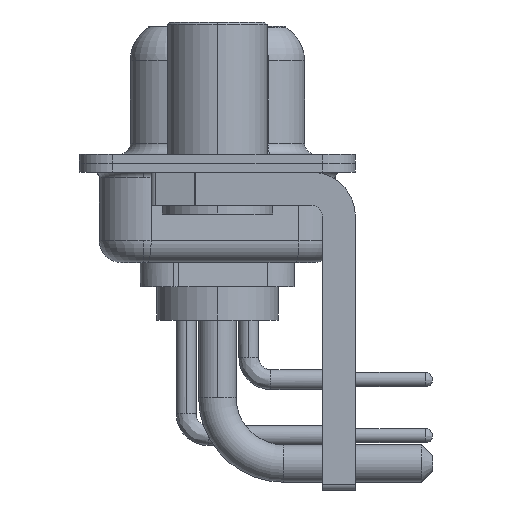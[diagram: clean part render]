
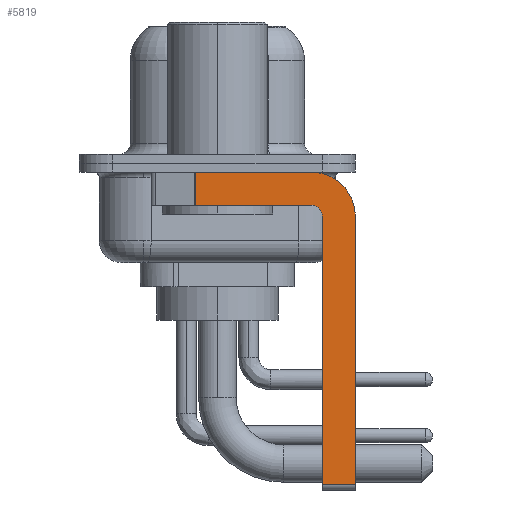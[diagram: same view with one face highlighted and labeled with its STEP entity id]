
A CAD part, left-side view. The second image highlights one B-rep face of the part: STEP entity #5819.
In plain terms, the highlighted planar face has unit normal (-1, 0, 0).
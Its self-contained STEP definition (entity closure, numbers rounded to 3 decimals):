
#512 = CARTESIAN_POINT ( 'NONE',  ( -2.9, -4.75, -2.4 ) ) ;
#1124 = DIRECTION ( 'NONE',  ( 0., -1., 0. ) ) ;
#1145 = VERTEX_POINT ( 'NONE', #21078 ) ;
#1296 = CARTESIAN_POINT ( 'NONE',  ( -2.9, -4.25, -2.4 ) ) ;
#1303 = DIRECTION ( 'NONE',  ( 0., 0., -1. ) ) ;
#2173 = VERTEX_POINT ( 'NONE', #18412 ) ;
#2847 = DIRECTION ( 'NONE',  ( 0., 0., -1. ) ) ;
#2881 = LINE ( 'NONE', #17581, #16485 ) ;
#3058 = VERTEX_POINT ( 'NONE', #17118 ) ;
#3139 = DIRECTION ( 'NONE',  ( 0., -1., 0. ) ) ;
#3272 = ORIENTED_EDGE ( 'NONE', *, *, #6287, .F. ) ;
#3377 = CIRCLE ( 'NONE', #19059, 0.5 ) ;
#3776 = ORIENTED_EDGE ( 'NONE', *, *, #8481, .F. ) ;
#4073 = AXIS2_PLACEMENT_3D ( 'NONE', #7509, #17764, #2847 ) ;
#4159 = VERTEX_POINT ( 'NONE', #7790 ) ;
#4309 = EDGE_LOOP ( 'NONE', ( #13730, #11150, #3272, #13840, #5254, #4796, #3776, #21323 ) ) ;
#4796 = ORIENTED_EDGE ( 'NONE', *, *, #14742, .T. ) ;
#5254 = ORIENTED_EDGE ( 'NONE', *, *, #14299, .F. ) ;
#5819 = ADVANCED_FACE ( 'NONE', ( #12737 ), #19405, .F. ) ;
#5883 = EDGE_CURVE ( 'NONE', #8834, #14137, #3377, .T. ) ;
#6140 = LINE ( 'NONE', #11368, #7210 ) ;
#6239 = VERTEX_POINT ( 'NONE', #7780 ) ;
#6287 = EDGE_CURVE ( 'NONE', #14137, #4159, #6140, .T. ) ;
#6494 = CARTESIAN_POINT ( 'NONE',  ( -2.9, -4.25, -2.4 ) ) ;
#6602 = LINE ( 'NONE', #11861, #12965 ) ;
#7210 = VECTOR ( 'NONE', #12791, 1000. ) ;
#7509 = CARTESIAN_POINT ( 'NONE',  ( -2.9, -4.25, -2.4 ) ) ;
#7780 = CARTESIAN_POINT ( 'NONE',  ( -2.9, -4.75, -14.55 ) ) ;
#7790 = CARTESIAN_POINT ( 'NONE',  ( -2.9, 0.978, -1.9 ) ) ;
#8147 = DIRECTION ( 'NONE',  ( 0., 0., 1. ) ) ;
#8481 = EDGE_CURVE ( 'NONE', #3058, #1145, #9577, .T. ) ;
#8510 = LINE ( 'NONE', #18235, #19393 ) ;
#8609 = CIRCLE ( 'NONE', #20482, 2. ) ;
#8736 = DIRECTION ( 'NONE',  ( 0., 0., -1. ) ) ;
#8834 = VERTEX_POINT ( 'NONE', #512 ) ;
#9577 = LINE ( 'NONE', #17549, #10436 ) ;
#9835 = DIRECTION ( 'NONE',  ( 0., 0., 1. ) ) ;
#10436 = VECTOR ( 'NONE', #1303, 1000. ) ;
#11150 = ORIENTED_EDGE ( 'NONE', *, *, #18648, .T. ) ;
#11368 = CARTESIAN_POINT ( 'NONE',  ( -2.9, -4.25, -1.9 ) ) ;
#11861 = CARTESIAN_POINT ( 'NONE',  ( -2.9, 3., -0.4 ) ) ;
#11928 = LINE ( 'NONE', #13426, #21059 ) ;
#12737 = FACE_OUTER_BOUND ( 'NONE', #4309, .T. ) ;
#12791 = DIRECTION ( 'NONE',  ( 0., 1., 0. ) ) ;
#12909 = EDGE_CURVE ( 'NONE', #13852, #2173, #6602, .T. ) ;
#12965 = VECTOR ( 'NONE', #3139, 1000. ) ;
#13426 = CARTESIAN_POINT ( 'NONE',  ( -2.9, -4.75, -14.8 ) ) ;
#13730 = ORIENTED_EDGE ( 'NONE', *, *, #12909, .F. ) ;
#13840 = ORIENTED_EDGE ( 'NONE', *, *, #5883, .F. ) ;
#13852 = VERTEX_POINT ( 'NONE', #15739 ) ;
#14137 = VERTEX_POINT ( 'NONE', #16075 ) ;
#14299 = EDGE_CURVE ( 'NONE', #6239, #8834, #11928, .T. ) ;
#14696 = DIRECTION ( 'NONE',  ( -1., 0., 0. ) ) ;
#14742 = EDGE_CURVE ( 'NONE', #6239, #1145, #2881, .T. ) ;
#15739 = CARTESIAN_POINT ( 'NONE',  ( -2.9, 0.978, -0.4 ) ) ;
#16075 = CARTESIAN_POINT ( 'NONE',  ( -2.9, -4.25, -1.9 ) ) ;
#16485 = VECTOR ( 'NONE', #1124, 1000. ) ;
#17118 = CARTESIAN_POINT ( 'NONE',  ( -2.9, -6.25, -2.4 ) ) ;
#17549 = CARTESIAN_POINT ( 'NONE',  ( -2.9, -6.25, -2.4 ) ) ;
#17581 = CARTESIAN_POINT ( 'NONE',  ( -2.9, -4.25, -14.55 ) ) ;
#17760 = DIRECTION ( 'NONE',  ( 1., 0., 0. ) ) ;
#17764 = DIRECTION ( 'NONE',  ( 1., 0., 0. ) ) ;
#17866 = DIRECTION ( 'NONE',  ( 0., 0., -1. ) ) ;
#18235 = CARTESIAN_POINT ( 'NONE',  ( -2.9, 0.978, -1.9 ) ) ;
#18412 = CARTESIAN_POINT ( 'NONE',  ( -2.9, -4.25, -0.4 ) ) ;
#18648 = EDGE_CURVE ( 'NONE', #13852, #4159, #8510, .T. ) ;
#19059 = AXIS2_PLACEMENT_3D ( 'NONE', #1296, #14696, #8147 ) ;
#19393 = VECTOR ( 'NONE', #8736, 1000. ) ;
#19405 = PLANE ( 'NONE',  #4073 ) ;
#20482 = AXIS2_PLACEMENT_3D ( 'NONE', #6494, #17760, #17866 ) ;
#21059 = VECTOR ( 'NONE', #9835, 1000. ) ;
#21078 = CARTESIAN_POINT ( 'NONE',  ( -2.9, -6.25, -14.55 ) ) ;
#21314 = EDGE_CURVE ( 'NONE', #2173, #3058, #8609, .T. ) ;
#21323 = ORIENTED_EDGE ( 'NONE', *, *, #21314, .F. ) ;
